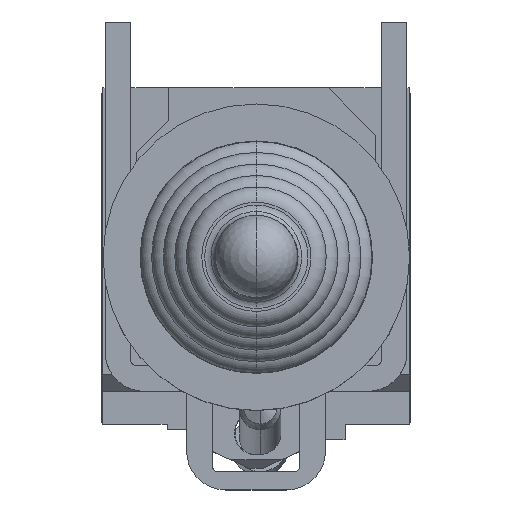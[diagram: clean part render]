
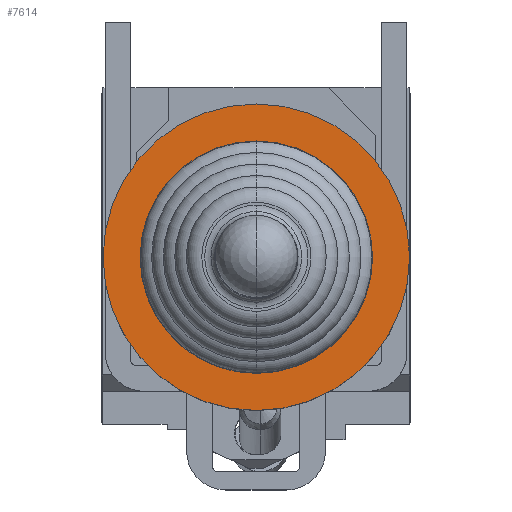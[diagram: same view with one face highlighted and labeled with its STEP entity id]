
A CAD part, top view. The second image highlights one B-rep face of the part: STEP entity #7614.
In plain terms, the highlighted planar face has unit normal (0, 0, 1).
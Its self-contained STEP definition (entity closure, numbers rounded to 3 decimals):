
#6335=CARTESIAN_POINT('',(15.01,16.2,54.5));
#6336=DIRECTION('',(0.,0.,-1.));
#6337=DIRECTION('',(0.,1.,0.));
#6338=AXIS2_PLACEMENT_3D('',#6335,#6336,#6337);
#6340=CARTESIAN_POINT('',(15.01,16.2,54.5));
#6341=DIRECTION('',(0.,0.,-1.));
#6342=DIRECTION('',(0.,-1.,0.));
#6343=AXIS2_PLACEMENT_3D('',#6340,#6341,#6342);
#6345=CARTESIAN_POINT('',(15.01,16.2,54.5));
#6346=DIRECTION('',(0.,0.,1.));
#6347=DIRECTION('',(0.,1.,0.));
#6348=AXIS2_PLACEMENT_3D('',#6345,#6346,#6347);
#6350=CARTESIAN_POINT('',(15.01,16.2,54.5));
#6351=DIRECTION('',(0.,0.,1.));
#6352=DIRECTION('',(0.,-1.,0.));
#6353=AXIS2_PLACEMENT_3D('',#6350,#6351,#6352);
#6713=CARTESIAN_POINT('',(15.01,1.3,54.5));
#6714=CARTESIAN_POINT('',(15.01,31.1,54.5));
#6715=VERTEX_POINT('',#6713);
#6716=VERTEX_POINT('',#6714);
#6717=CARTESIAN_POINT('',(15.01,25.,54.5));
#6718=CARTESIAN_POINT('',(15.01,7.4,54.5));
#6719=VERTEX_POINT('',#6717);
#6720=VERTEX_POINT('',#6718);
#7599=CARTESIAN_POINT('',(15.01,31.1,54.5));
#7600=DIRECTION('',(0.,0.,-1.));
#7601=DIRECTION('',(0.,-1.,0.));
#7602=AXIS2_PLACEMENT_3D('',#7599,#7600,#7601);
#7603=PLANE('',#7602);
#7605=ORIENTED_EDGE('',*,*,#7604,.T.);
#7607=ORIENTED_EDGE('',*,*,#7606,.T.);
#7608=EDGE_LOOP('',(#7605,#7607));
#7609=FACE_OUTER_BOUND('',#7608,.F.);
#7610=ORIENTED_EDGE('',*,*,#7566,.T.);
#7611=ORIENTED_EDGE('',*,*,#7581,.T.);
#7612=EDGE_LOOP('',(#7610,#7611));
#7613=FACE_BOUND('',#7612,.F.);
#6339=CIRCLE('',#6338,14.9);
#6344=CIRCLE('',#6343,14.9);
#6349=CIRCLE('',#6348,8.8);
#6354=CIRCLE('',#6353,8.8);
#7566=EDGE_CURVE('',#6719,#6720,#6349,.T.);
#7581=EDGE_CURVE('',#6720,#6719,#6354,.T.);
#7604=EDGE_CURVE('',#6716,#6715,#6339,.T.);
#7606=EDGE_CURVE('',#6715,#6716,#6344,.T.);
#7614=ADVANCED_FACE('',(#7609,#7613),#7603,.F.);
